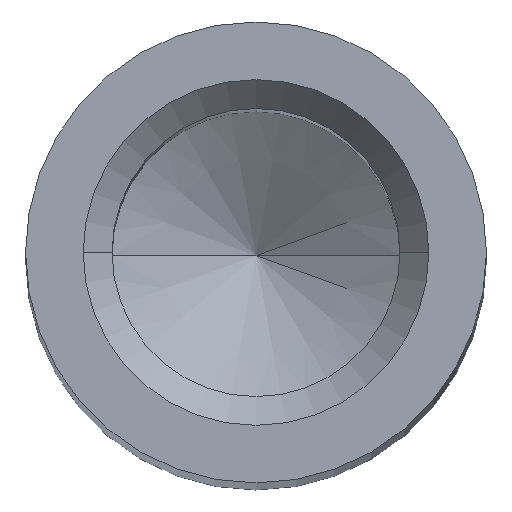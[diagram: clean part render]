
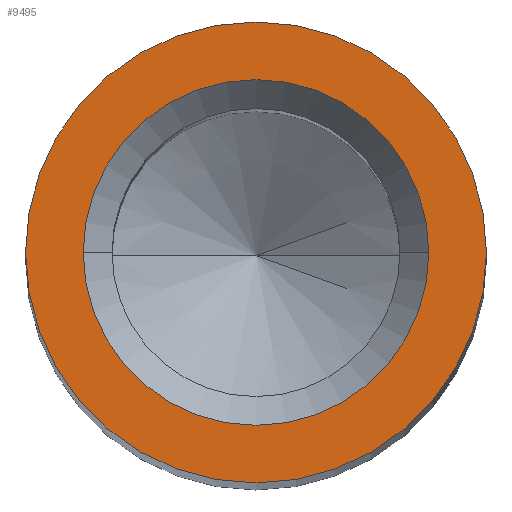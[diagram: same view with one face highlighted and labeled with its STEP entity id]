
A CAD part, top view. The second image highlights one B-rep face of the part: STEP entity #9495.
In plain terms, the highlighted planar face has unit normal (0, 0, 1).
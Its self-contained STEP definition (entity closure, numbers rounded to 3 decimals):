
#284 = CARTESIAN_POINT ( 'NONE',  ( -3., 0., 35. ) ) ;
#343 = FACE_OUTER_BOUND ( 'NONE', #4265, .T. ) ;
#914 = CARTESIAN_POINT ( 'NONE',  ( 0., 0., 35. ) ) ;
#963 = DIRECTION ( 'NONE',  ( 1., 0., 0. ) ) ;
#1040 = DIRECTION ( 'NONE',  ( 0., 0., 1. ) ) ;
#1123 = DIRECTION ( 'NONE',  ( 1., 0., 0. ) ) ;
#1363 = VERTEX_POINT ( 'NONE', #1565 ) ;
#1446 = ORIENTED_EDGE ( 'NONE', *, *, #1631, .T. ) ;
#1565 = CARTESIAN_POINT ( 'NONE',  ( 3., 0., 35. ) ) ;
#1631 = EDGE_CURVE ( 'NONE', #5404, #8027, #10050, .T. ) ;
#2084 = AXIS2_PLACEMENT_3D ( 'NONE', #11601, #4138, #5293 ) ;
#3003 = DIRECTION ( 'NONE',  ( 1., 0., 0. ) ) ;
#4138 = DIRECTION ( 'NONE',  ( 0., 0., -1. ) ) ;
#4191 = CARTESIAN_POINT ( 'NONE',  ( 0., 0., 35. ) ) ;
#4265 = EDGE_LOOP ( 'NONE', ( #12314, #1446 ) ) ;
#4790 = CIRCLE ( 'NONE', #8261, 3. ) ;
#5064 = ORIENTED_EDGE ( 'NONE', *, *, #9739, .T. ) ;
#5293 = DIRECTION ( 'NONE',  ( 1., 0., 0. ) ) ;
#5404 = VERTEX_POINT ( 'NONE', #11559 ) ;
#5919 = CIRCLE ( 'NONE', #11445, 4. ) ;
#5933 = FACE_BOUND ( 'NONE', #11066, .T. ) ;
#6190 = CARTESIAN_POINT ( 'NONE',  ( 0., 0., 35. ) ) ;
#6213 = ORIENTED_EDGE ( 'NONE', *, *, #10146, .T. ) ;
#7187 = DIRECTION ( 'NONE',  ( 0., 0., 1. ) ) ;
#7241 = DIRECTION ( 'NONE',  ( 1., 0., 0. ) ) ;
#7321 = PLANE ( 'NONE',  #12972 ) ;
#7421 = AXIS2_PLACEMENT_3D ( 'NONE', #13502, #7187, #7241 ) ;
#7556 = CIRCLE ( 'NONE', #2084, 3. ) ;
#8027 = VERTEX_POINT ( 'NONE', #11881 ) ;
#8261 = AXIS2_PLACEMENT_3D ( 'NONE', #6190, #12609, #3003 ) ;
#9495 = ADVANCED_FACE ( 'NONE', ( #5933, #343 ), #7321, .T. ) ;
#9739 = EDGE_CURVE ( 'NONE', #1363, #11099, #4790, .T. ) ;
#10050 = CIRCLE ( 'NONE', #7421, 4. ) ;
#10146 = EDGE_CURVE ( 'NONE', #11099, #1363, #7556, .T. ) ;
#10574 = DIRECTION ( 'NONE',  ( 0., 0., 1. ) ) ;
#11066 = EDGE_LOOP ( 'NONE', ( #5064, #6213 ) ) ;
#11099 = VERTEX_POINT ( 'NONE', #284 ) ;
#11420 = EDGE_CURVE ( 'NONE', #8027, #5404, #5919, .T. ) ;
#11445 = AXIS2_PLACEMENT_3D ( 'NONE', #914, #10574, #963 ) ;
#11559 = CARTESIAN_POINT ( 'NONE',  ( 4., 0., 35. ) ) ;
#11601 = CARTESIAN_POINT ( 'NONE',  ( 0., 0., 35. ) ) ;
#11881 = CARTESIAN_POINT ( 'NONE',  ( -4., 0., 35. ) ) ;
#12314 = ORIENTED_EDGE ( 'NONE', *, *, #11420, .T. ) ;
#12609 = DIRECTION ( 'NONE',  ( 0., 0., -1. ) ) ;
#12972 = AXIS2_PLACEMENT_3D ( 'NONE', #4191, #1040, #1123 ) ;
#13502 = CARTESIAN_POINT ( 'NONE',  ( 0., 0., 35. ) ) ;
